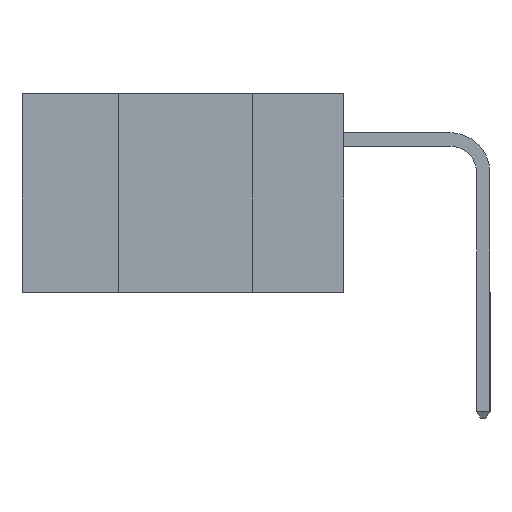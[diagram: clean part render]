
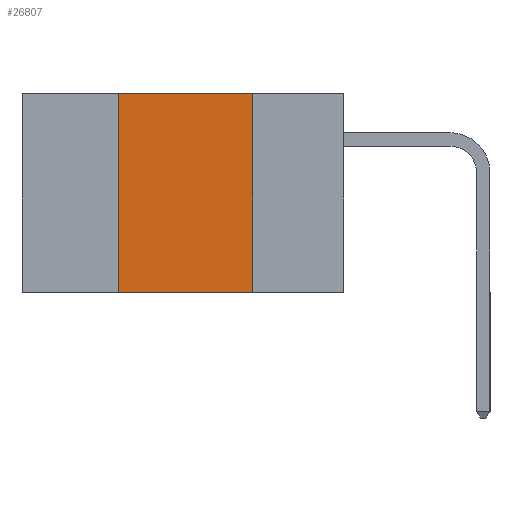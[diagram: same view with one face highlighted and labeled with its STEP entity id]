
A CAD part, left-side view. The second image highlights one B-rep face of the part: STEP entity #26807.
In plain terms, the highlighted planar face has unit normal (-1, 0, 0).
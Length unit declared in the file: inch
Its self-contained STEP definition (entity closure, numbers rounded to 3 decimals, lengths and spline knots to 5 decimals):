
#1087 = CARTESIAN_POINT ( 'NONE',  ( 0., 0.42, 0. ) ) ;
#2124 = DIRECTION ( 'NONE',  ( 0., -1., 0. ) ) ;
#3307 = ORIENTED_EDGE ( 'NONE', *, *, #31049, .T. ) ;
#3592 = AXIS2_PLACEMENT_3D ( 'NONE', #25459, #10250, #27953 ) ;
#4128 = ORIENTED_EDGE ( 'NONE', *, *, #17411, .F. ) ;
#4460 = CARTESIAN_POINT ( 'NONE',  ( 0., 0.42, -0.37 ) ) ;
#5716 = EDGE_CURVE ( 'NONE', #12685, #7075, #13807, .T. ) ;
#5771 = CARTESIAN_POINT ( 'NONE',  ( 0., 0.17, 0. ) ) ;
#5785 = ORIENTED_EDGE ( 'NONE', *, *, #18063, .F. ) ;
#6247 = VECTOR ( 'NONE', #28546, 39.37008 ) ;
#7075 = VERTEX_POINT ( 'NONE', #24866 ) ;
#7094 = VECTOR ( 'NONE', #10059, 39.37008 ) ;
#7741 = PLANE ( 'NONE',  #3592 ) ;
#9735 = CARTESIAN_POINT ( 'NONE',  ( 0., 0.6, 0. ) ) ;
#10059 = DIRECTION ( 'NONE',  ( 0., 0., -1. ) ) ;
#10250 = DIRECTION ( 'NONE',  ( 1., 0., 0. ) ) ;
#10878 = CARTESIAN_POINT ( 'NONE',  ( 0., 0.6, -0.37 ) ) ;
#12217 = CARTESIAN_POINT ( 'NONE',  ( 0., 0.42, 0. ) ) ;
#12685 = VERTEX_POINT ( 'NONE', #5771 ) ;
#13807 = LINE ( 'NONE', #30120, #7094 ) ;
#14374 = EDGE_LOOP ( 'NONE', ( #20527, #4128, #5785, #3307 ) ) ;
#16257 = VECTOR ( 'NONE', #2124, 39.37008 ) ;
#17411 = EDGE_CURVE ( 'NONE', #22007, #12685, #29624, .T. ) ;
#18063 = EDGE_CURVE ( 'NONE', #31752, #22007, #28882, .T. ) ;
#18352 = FACE_OUTER_BOUND ( 'NONE', #14374, .T. ) ;
#20527 = ORIENTED_EDGE ( 'NONE', *, *, #5716, .F. ) ;
#21340 = DIRECTION ( 'NONE',  ( 0., 0., 1. ) ) ;
#22007 = VERTEX_POINT ( 'NONE', #12217 ) ;
#23033 = VECTOR ( 'NONE', #21340, 39.37008 ) ;
#24866 = CARTESIAN_POINT ( 'NONE',  ( 0., 0.17, -0.37 ) ) ;
#25459 = CARTESIAN_POINT ( 'NONE',  ( 0., 0.6, 0. ) ) ;
#26807 = ADVANCED_FACE ( 'NONE', ( #18352 ), #7741, .F. ) ;
#27953 = DIRECTION ( 'NONE',  ( 0., 0., -1. ) ) ;
#28546 = DIRECTION ( 'NONE',  ( 0., -1., 0. ) ) ;
#28882 = LINE ( 'NONE', #1087, #23033 ) ;
#29624 = LINE ( 'NONE', #9735, #16257 ) ;
#30120 = CARTESIAN_POINT ( 'NONE',  ( 0., 0.17, 0. ) ) ;
#31049 = EDGE_CURVE ( 'NONE', #31752, #7075, #32189, .T. ) ;
#31752 = VERTEX_POINT ( 'NONE', #4460 ) ;
#32189 = LINE ( 'NONE', #10878, #6247 ) ;
